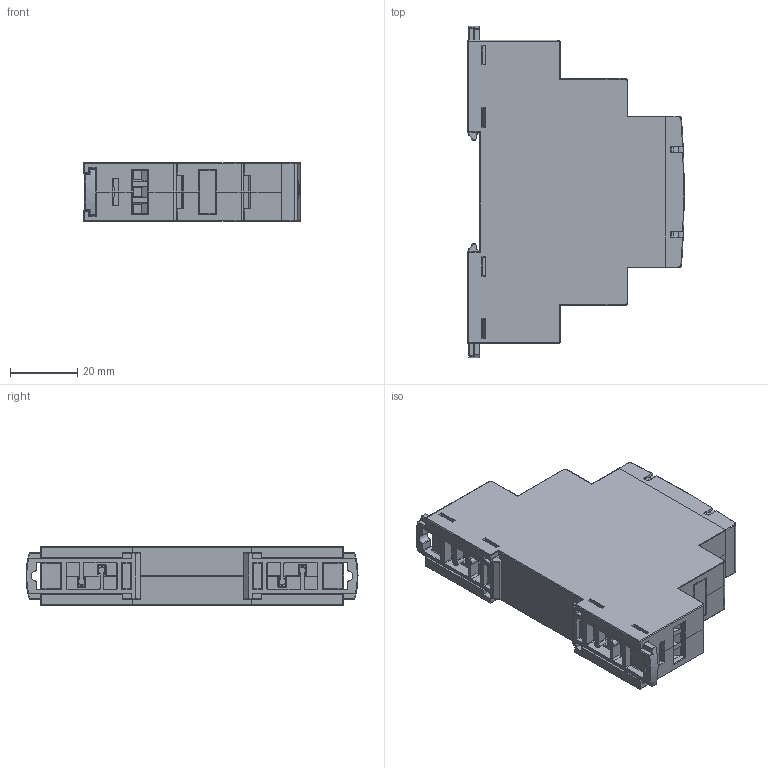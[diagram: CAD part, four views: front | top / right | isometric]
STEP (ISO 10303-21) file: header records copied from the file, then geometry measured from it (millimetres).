
FILE_DESCRIPTION (( 'STEP AP214' ), '1' );
FILE_NAME ('RPC-1ER-UNI.STEP', '2017-07-07T09:28:33', ( '' ), ( '' ), 'SwSTEP 2.0', 'SolidWorks 2017', '' );
FILE_SCHEMA (( 'AUTOMOTIVE_DESIGN' ));
Length unit declared in the file: millimetre
Products named in the file (1): RPC-1ER-UNI
Bounding box: 64.24 x 98.6 x 17.5 mm (x, y, z)
Volume: 23950 mm3; surface area: 39108.9 mm2
Topology: 13 solids, 13 shells, 2202 faces, 5781 edges, 3702 vertices
Faces by surface type: plane 1297, cylinder 514, bspline 208, torus 86, cone 53, sphere 44
Entity records: 101644 total; most frequent: CARTESIAN_POINT 24988, ORIENTED_EDGE 11522, DIRECTION 9860, EDGE_CURVE 5761, LINE 3960, VECTOR 3960, VERTEX_POINT 3702, AXIS2_PLACEMENT_3D 2950
